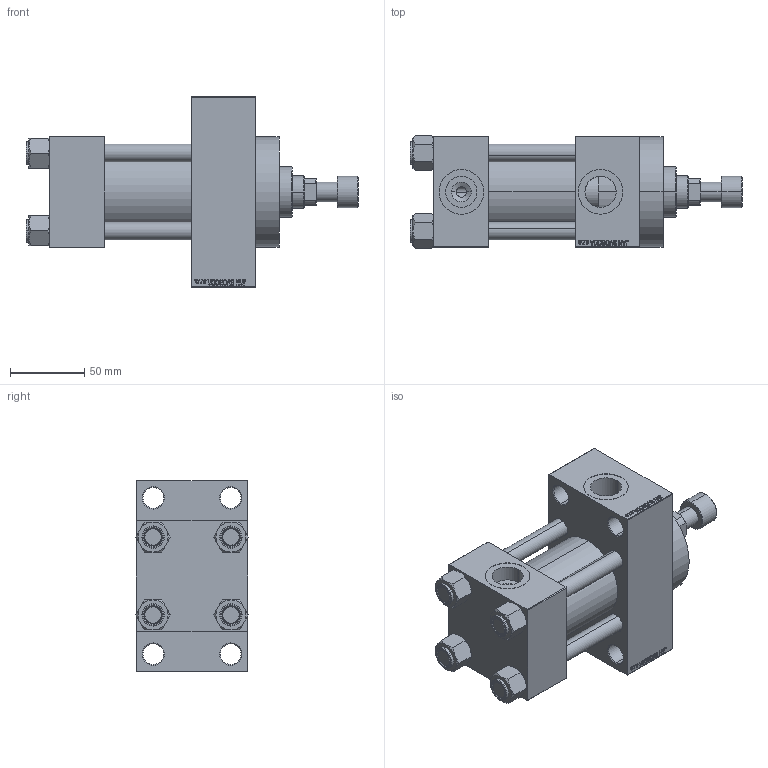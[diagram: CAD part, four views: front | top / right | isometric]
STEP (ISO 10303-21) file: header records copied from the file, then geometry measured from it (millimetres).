
FILE_DESCRIPTION (( 'STEP AP203' ), '1' );
FILE_NAME ('7f99.STEP', '2023-08-23T13:39:48', ( '' ), ( '' ), 'SwSTEP 2.0', 'SolidWorks 2019', '' );
FILE_SCHEMA (( 'CONFIG_CONTROL_DESIGN' ));
Length unit declared in the file: millimetre
Products named in the file (7): V215_VC_A 5a3d5df0acc06a0dfb01eda3d1c56dea; V215CR_VCP_D 5a3d5df0acc06a0dfb01eda3d1c56dea; 7f99; V215CR_D_TYCINKA 5a3d5df0acc06a0dfb01eda3d1c56dea; NUT_M5_D 5a3d5df0acc06a0dfb01eda3d1c56dea; V215CR_ROD_END_F 5a3d5df0acc06a0dfb01eda3d1c56dea; V215CR_D_Body 5a3d5df0acc06a0dfb01eda3d1c56dea
Assembly tree (12 placements, depth 2):
  7f99
    V215CR_D_Body 5a3d5df0acc06a0dfb01eda3d1c56dea
    V215CR_VCP_D 5a3d5df0acc06a0dfb01eda3d1c56dea
    NUT_M5_D 5a3d5df0acc06a0dfb01eda3d1c56dea  x4
    V215CR_D_TYCINKA 5a3d5df0acc06a0dfb01eda3d1c56dea  x4
    V215_VC_A 5a3d5df0acc06a0dfb01eda3d1c56dea
    V215CR_ROD_END_F 5a3d5df0acc06a0dfb01eda3d1c56dea
Bounding box: 223 x 75.54 x 128 mm (x, y, z)
Volume: 804218.4 mm3; surface area: 168846.4 mm2
Topology: 12 solids, 12 shells, 1114 faces, 2771 edges, 1793 vertices
Faces by surface type: plane 500, bspline 368, cone 142, cylinder 92, torus 12
Entity records: 47602 total; most frequent: CARTESIAN_POINT 25124, ORIENTED_EDGE 5034, DIRECTION 3251, EDGE_CURVE 2517, VERTEX_POINT 1649, VECTOR 1507, LINE 1507, EDGE_LOOP 1126
